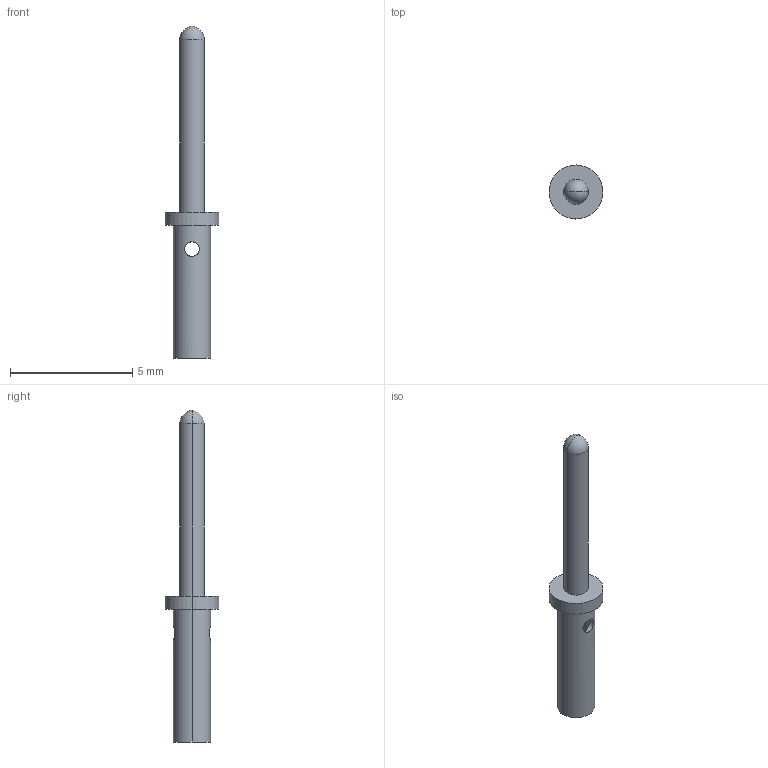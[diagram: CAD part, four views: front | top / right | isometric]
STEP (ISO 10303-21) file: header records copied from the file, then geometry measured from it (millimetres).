
FILE_DESCRIPTION (( 'STEP AP203' ), '1' );
FILE_NAME ('A2385-1-CN.STEP', '2013-11-07T14:45:47', ( '' ), ( '' ), 'SwSTEP 2.0', 'SolidWorks 2012', '' );
FILE_SCHEMA (( 'CONFIG_CONTROL_DESIGN' ));
Length unit declared in the file: inch
Products named in the file (1): A2385-1-CN
Bounding box: 2.21 x 2.21 x 13.59 mm (x, y, z)
Volume: 12 mm3; surface area: 80.5 mm2
Topology: 1 solids, 1 shells, 19 faces, 44 edges, 26 vertices
Faces by surface type: cylinder 12, plane 3, torus 2, cone 2
Entity records: 659 total; most frequent: CARTESIAN_POINT 158, DIRECTION 90, ORIENTED_EDGE 80, EDGE_CURVE 40, AXIS2_PLACEMENT_3D 38, EDGE_LOOP 26, VERTEX_POINT 26, ADVANCED_FACE 19
